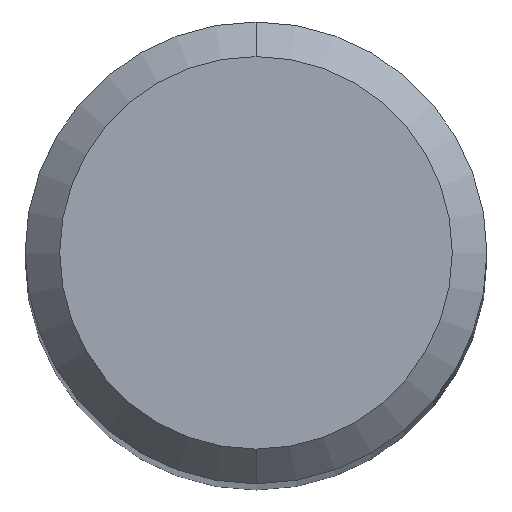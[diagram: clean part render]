
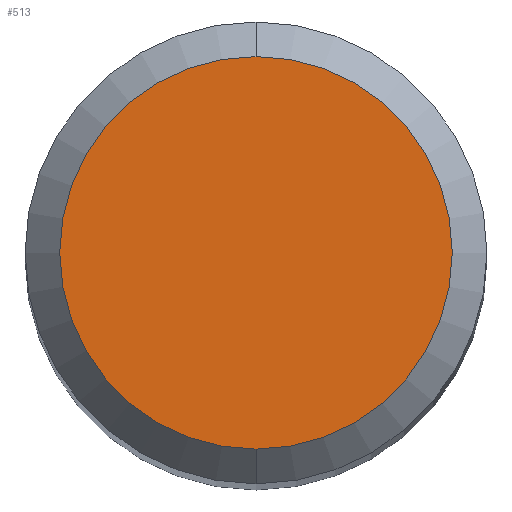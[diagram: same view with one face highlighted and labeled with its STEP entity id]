
A CAD part, top view. The second image highlights one B-rep face of the part: STEP entity #513.
In plain terms, the highlighted planar face has unit normal (0, 0, 1).
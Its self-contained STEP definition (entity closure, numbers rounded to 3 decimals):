
#439=VERTEX_POINT('',#1243);
#513=ADVANCED_FACE('',(#1321),#1322,.T.);
#613=EDGE_CURVE('',#1065,#439,#1434,.T.);
#691=EDGE_CURVE('',#439,#1065,#1517,.T.);
#1065=VERTEX_POINT('',#1925);
#1243=CARTESIAN_POINT('',(0.,-1.7,0.0));
#1321=FACE_OUTER_BOUND('',#2462,.T.);
#1322=PLANE('',#2463);
#1434=CIRCLE('',#2798,1.7);
#1517=CIRCLE('',#3158,1.7);
#1925=CARTESIAN_POINT('',(0.0,1.7,0.0));
#2462=EDGE_LOOP('',(#5624,#5625));
#2463=AXIS2_PLACEMENT_3D('',#5626,#5627,#5628);
#2798=AXIS2_PLACEMENT_3D('',#5753,#5754,#5755);
#3158=AXIS2_PLACEMENT_3D('',#5832,#5833,#5834);
#5624=ORIENTED_EDGE('',*,*,#613,.F.);
#5625=ORIENTED_EDGE('',*,*,#691,.F.);
#5626=CARTESIAN_POINT('',(0.0,0.85,0.0));
#5627=DIRECTION('',(-0.0,0.0,1.0));
#5628=DIRECTION('',(0.0,-1.0,0.0));
#5753=CARTESIAN_POINT('',(0.0,0.0,0.0));
#5754=DIRECTION('',(0.0,0.0,-1.0));
#5755=DIRECTION('',(0.0,1.0,0.0));
#5832=CARTESIAN_POINT('',(0.0,0.0,0.0));
#5833=DIRECTION('',(0.0,0.0,-1.0));
#5834=DIRECTION('',(0.0,1.0,0.0));
